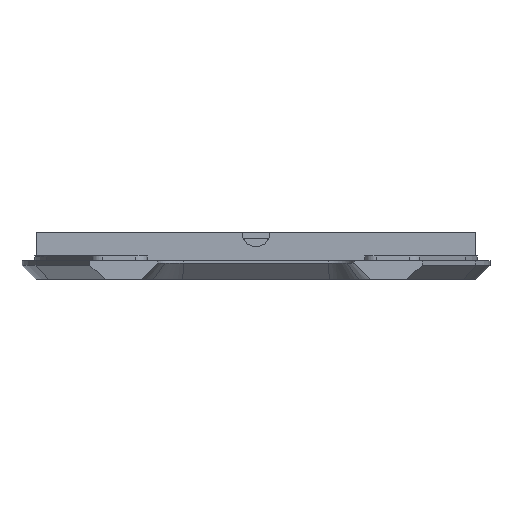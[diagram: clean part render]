
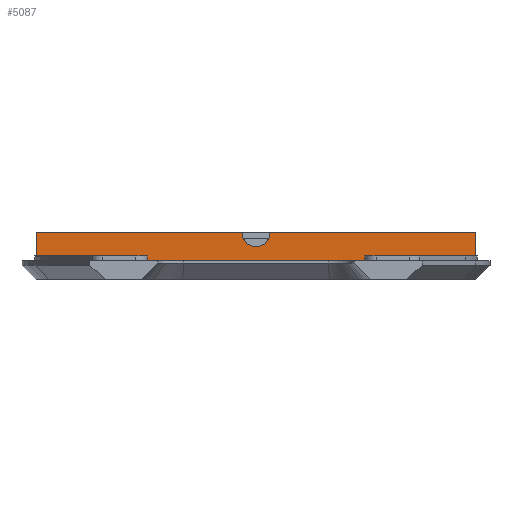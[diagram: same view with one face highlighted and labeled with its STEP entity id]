
A CAD part, front view. The second image highlights one B-rep face of the part: STEP entity #5087.
In plain terms, the highlighted planar face has unit normal (0, -1, 0).
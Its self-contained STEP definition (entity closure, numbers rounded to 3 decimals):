
#2024 = PLANE('',#2025);
#2025 = AXIS2_PLACEMENT_3D('',#2026,#2027,#2028);
#2026 = CARTESIAN_POINT('',(0.,-9.702,5.));
#2027 = DIRECTION('',(0.,0.,1.));
#2028 = DIRECTION('',(1.,0.,0.));
#3546 = VERTEX_POINT('',#3547);
#3547 = CARTESIAN_POINT('',(94.,-18.5,5.));
#3568 = EDGE_CURVE('',#3546,#3569,#3571,.T.);
#3569 = VERTEX_POINT('',#3570);
#3570 = CARTESIAN_POINT('',(-94.,-18.5,5.));
#3571 = SURFACE_CURVE('',#3572,(#3576,#3583),.PCURVE_S1.);
#3572 = LINE('',#3573,#3574);
#3573 = CARTESIAN_POINT('',(95.,-18.5,5.));
#3574 = VECTOR('',#3575,1.);
#3575 = DIRECTION('',(-1.,0.,0.));
#3576 = PCURVE('',#2024,#3577);
#3577 = DEFINITIONAL_REPRESENTATION('',(#3578),#3582);
#3578 = LINE('',#3579,#3580);
#3579 = CARTESIAN_POINT('',(95.,-8.798));
#3580 = VECTOR('',#3581,1.);
#3581 = DIRECTION('',(-1.,0.));
#3582 = ( GEOMETRIC_REPRESENTATION_CONTEXT(2) 
PARAMETRIC_REPRESENTATION_CONTEXT() REPRESENTATION_CONTEXT('2D SPACE',''
  ) );
#3583 = PCURVE('',#3584,#3589);
#3584 = PLANE('',#3585);
#3585 = AXIS2_PLACEMENT_3D('',#3586,#3587,#3588);
#3586 = CARTESIAN_POINT('',(-95.,-18.5,-3.));
#3587 = DIRECTION('',(0.,-1.,0.));
#3588 = DIRECTION('',(0.,0.,1.));
#3589 = DEFINITIONAL_REPRESENTATION('',(#3590),#3594);
#3590 = LINE('',#3591,#3592);
#3591 = CARTESIAN_POINT('',(8.,-190.));
#3592 = VECTOR('',#3593,1.);
#3593 = DIRECTION('',(0.,1.));
#3594 = ( GEOMETRIC_REPRESENTATION_CONTEXT(2) 
PARAMETRIC_REPRESENTATION_CONTEXT() REPRESENTATION_CONTEXT('2D SPACE',''
  ) );
#4314 = PLANE('',#4315);
#4315 = AXIS2_PLACEMENT_3D('',#4316,#4317,#4318);
#4316 = CARTESIAN_POINT('',(-95.,-18.5,17.));
#4317 = DIRECTION('',(0.,0.,1.));
#4318 = DIRECTION('',(0.,1.,0.));
#4820 = PLANE('',#4821);
#4821 = AXIS2_PLACEMENT_3D('',#4822,#4823,#4824);
#4822 = CARTESIAN_POINT('',(-95.,-18.5,17.));
#4823 = DIRECTION('',(0.,0.,1.));
#4824 = DIRECTION('',(0.,1.,0.));
#5048 = PLANE('',#5049);
#5049 = AXIS2_PLACEMENT_3D('',#5050,#5051,#5052);
#5050 = CARTESIAN_POINT('',(-94.,10.,11.));
#5051 = DIRECTION('',(1.,0.,0.));
#5052 = DIRECTION('',(0.,0.,1.));
#5087 = ADVANCED_FACE('',(#5088),#3584,.T.);
#5088 = FACE_BOUND('',#5089,.T.);
#5089 = EDGE_LOOP('',(#5090,#5113,#5114,#5142,#5165,#5194));
#5090 = ORIENTED_EDGE('',*,*,#5091,.F.);
#5091 = EDGE_CURVE('',#3569,#5092,#5094,.T.);
#5092 = VERTEX_POINT('',#5093);
#5093 = CARTESIAN_POINT('',(-94.,-18.5,17.));
#5094 = SURFACE_CURVE('',#5095,(#5099,#5106),.PCURVE_S1.);
#5095 = LINE('',#5096,#5097);
#5096 = CARTESIAN_POINT('',(-94.,-18.5,4.));
#5097 = VECTOR('',#5098,1.);
#5098 = DIRECTION('',(0.,0.,1.));
#5099 = PCURVE('',#3584,#5100);
#5100 = DEFINITIONAL_REPRESENTATION('',(#5101),#5105);
#5101 = LINE('',#5102,#5103);
#5102 = CARTESIAN_POINT('',(7.,-1.));
#5103 = VECTOR('',#5104,1.);
#5104 = DIRECTION('',(1.,0.));
#5105 = ( GEOMETRIC_REPRESENTATION_CONTEXT(2) 
PARAMETRIC_REPRESENTATION_CONTEXT() REPRESENTATION_CONTEXT('2D SPACE',''
  ) );
#5106 = PCURVE('',#5048,#5107);
#5107 = DEFINITIONAL_REPRESENTATION('',(#5108),#5112);
#5108 = LINE('',#5109,#5110);
#5109 = CARTESIAN_POINT('',(-7.,28.5));
#5110 = VECTOR('',#5111,1.);
#5111 = DIRECTION('',(1.,0.));
#5112 = ( GEOMETRIC_REPRESENTATION_CONTEXT(2) 
PARAMETRIC_REPRESENTATION_CONTEXT() REPRESENTATION_CONTEXT('2D SPACE',''
  ) );
#5113 = ORIENTED_EDGE('',*,*,#3568,.F.);
#5114 = ORIENTED_EDGE('',*,*,#5115,.T.);
#5115 = EDGE_CURVE('',#3546,#5116,#5118,.T.);
#5116 = VERTEX_POINT('',#5117);
#5117 = CARTESIAN_POINT('',(94.,-18.5,17.));
#5118 = SURFACE_CURVE('',#5119,(#5123,#5130),.PCURVE_S1.);
#5119 = LINE('',#5120,#5121);
#5120 = CARTESIAN_POINT('',(94.,-18.5,4.));
#5121 = VECTOR('',#5122,1.);
#5122 = DIRECTION('',(0.,0.,1.));
#5123 = PCURVE('',#3584,#5124);
#5124 = DEFINITIONAL_REPRESENTATION('',(#5125),#5129);
#5125 = LINE('',#5126,#5127);
#5126 = CARTESIAN_POINT('',(7.,-189.));
#5127 = VECTOR('',#5128,1.);
#5128 = DIRECTION('',(1.,0.));
#5129 = ( GEOMETRIC_REPRESENTATION_CONTEXT(2) 
PARAMETRIC_REPRESENTATION_CONTEXT() REPRESENTATION_CONTEXT('2D SPACE',''
  ) );
#5130 = PCURVE('',#5131,#5136);
#5131 = PLANE('',#5132);
#5132 = AXIS2_PLACEMENT_3D('',#5133,#5134,#5135);
#5133 = CARTESIAN_POINT('',(94.,10.,11.));
#5134 = DIRECTION('',(1.,0.,0.));
#5135 = DIRECTION('',(0.,0.,1.));
#5136 = DEFINITIONAL_REPRESENTATION('',(#5137),#5141);
#5137 = LINE('',#5138,#5139);
#5138 = CARTESIAN_POINT('',(-7.,28.5));
#5139 = VECTOR('',#5140,1.);
#5140 = DIRECTION('',(1.,0.));
#5141 = ( GEOMETRIC_REPRESENTATION_CONTEXT(2) 
PARAMETRIC_REPRESENTATION_CONTEXT() REPRESENTATION_CONTEXT('2D SPACE',''
  ) );
#5142 = ORIENTED_EDGE('',*,*,#5143,.F.);
#5143 = EDGE_CURVE('',#5144,#5116,#5146,.T.);
#5144 = VERTEX_POINT('',#5145);
#5145 = CARTESIAN_POINT('',(6.,-18.5,17.));
#5146 = SURFACE_CURVE('',#5147,(#5151,#5158),.PCURVE_S1.);
#5147 = LINE('',#5148,#5149);
#5148 = CARTESIAN_POINT('',(-95.,-18.5,17.));
#5149 = VECTOR('',#5150,1.);
#5150 = DIRECTION('',(1.,0.,0.));
#5151 = PCURVE('',#3584,#5152);
#5152 = DEFINITIONAL_REPRESENTATION('',(#5153),#5157);
#5153 = LINE('',#5154,#5155);
#5154 = CARTESIAN_POINT('',(20.,0.));
#5155 = VECTOR('',#5156,1.);
#5156 = DIRECTION('',(0.,-1.));
#5157 = ( GEOMETRIC_REPRESENTATION_CONTEXT(2) 
PARAMETRIC_REPRESENTATION_CONTEXT() REPRESENTATION_CONTEXT('2D SPACE',''
  ) );
#5158 = PCURVE('',#4820,#5159);
#5159 = DEFINITIONAL_REPRESENTATION('',(#5160),#5164);
#5160 = LINE('',#5161,#5162);
#5161 = CARTESIAN_POINT('',(0.,-0.));
#5162 = VECTOR('',#5163,1.);
#5163 = DIRECTION('',(0.,-1.));
#5164 = ( GEOMETRIC_REPRESENTATION_CONTEXT(2) 
PARAMETRIC_REPRESENTATION_CONTEXT() REPRESENTATION_CONTEXT('2D SPACE',''
  ) );
#5165 = ORIENTED_EDGE('',*,*,#5166,.F.);
#5166 = EDGE_CURVE('',#5167,#5144,#5169,.T.);
#5167 = VERTEX_POINT('',#5168);
#5168 = CARTESIAN_POINT('',(-6.,-18.5,17.));
#5169 = SURFACE_CURVE('',#5170,(#5175,#5182),.PCURVE_S1.);
#5170 = CIRCLE('',#5171,6.);
#5171 = AXIS2_PLACEMENT_3D('',#5172,#5173,#5174);
#5172 = CARTESIAN_POINT('',(0.,-18.5,17.));
#5173 = DIRECTION('',(0.,-1.,0.));
#5174 = DIRECTION('',(0.,0.,-1.));
#5175 = PCURVE('',#3584,#5176);
#5176 = DEFINITIONAL_REPRESENTATION('',(#5177),#5181);
#5177 = CIRCLE('',#5178,6.);
#5178 = AXIS2_PLACEMENT_2D('',#5179,#5180);
#5179 = CARTESIAN_POINT('',(20.,-95.));
#5180 = DIRECTION('',(-1.,0.));
#5181 = ( GEOMETRIC_REPRESENTATION_CONTEXT(2) 
PARAMETRIC_REPRESENTATION_CONTEXT() REPRESENTATION_CONTEXT('2D SPACE',''
  ) );
#5182 = PCURVE('',#5183,#5188);
#5183 = CYLINDRICAL_SURFACE('',#5184,6.);
#5184 = AXIS2_PLACEMENT_3D('',#5185,#5186,#5187);
#5185 = CARTESIAN_POINT('',(0.,-18.5,17.));
#5186 = DIRECTION('',(0.,-1.,0.));
#5187 = DIRECTION('',(0.,0.,-1.));
#5188 = DEFINITIONAL_REPRESENTATION('',(#5189),#5193);
#5189 = LINE('',#5190,#5191);
#5190 = CARTESIAN_POINT('',(0.,0.));
#5191 = VECTOR('',#5192,1.);
#5192 = DIRECTION('',(1.,0.));
#5193 = ( GEOMETRIC_REPRESENTATION_CONTEXT(2) 
PARAMETRIC_REPRESENTATION_CONTEXT() REPRESENTATION_CONTEXT('2D SPACE',''
  ) );
#5194 = ORIENTED_EDGE('',*,*,#5195,.F.);
#5195 = EDGE_CURVE('',#5092,#5167,#5196,.T.);
#5196 = SURFACE_CURVE('',#5197,(#5201,#5208),.PCURVE_S1.);
#5197 = LINE('',#5198,#5199);
#5198 = CARTESIAN_POINT('',(-95.,-18.5,17.));
#5199 = VECTOR('',#5200,1.);
#5200 = DIRECTION('',(1.,0.,0.));
#5201 = PCURVE('',#3584,#5202);
#5202 = DEFINITIONAL_REPRESENTATION('',(#5203),#5207);
#5203 = LINE('',#5204,#5205);
#5204 = CARTESIAN_POINT('',(20.,0.));
#5205 = VECTOR('',#5206,1.);
#5206 = DIRECTION('',(0.,-1.));
#5207 = ( GEOMETRIC_REPRESENTATION_CONTEXT(2) 
PARAMETRIC_REPRESENTATION_CONTEXT() REPRESENTATION_CONTEXT('2D SPACE',''
  ) );
#5208 = PCURVE('',#4314,#5209);
#5209 = DEFINITIONAL_REPRESENTATION('',(#5210),#5214);
#5210 = LINE('',#5211,#5212);
#5211 = CARTESIAN_POINT('',(0.,-0.));
#5212 = VECTOR('',#5213,1.);
#5213 = DIRECTION('',(0.,-1.));
#5214 = ( GEOMETRIC_REPRESENTATION_CONTEXT(2) 
PARAMETRIC_REPRESENTATION_CONTEXT() REPRESENTATION_CONTEXT('2D SPACE',''
  ) );
